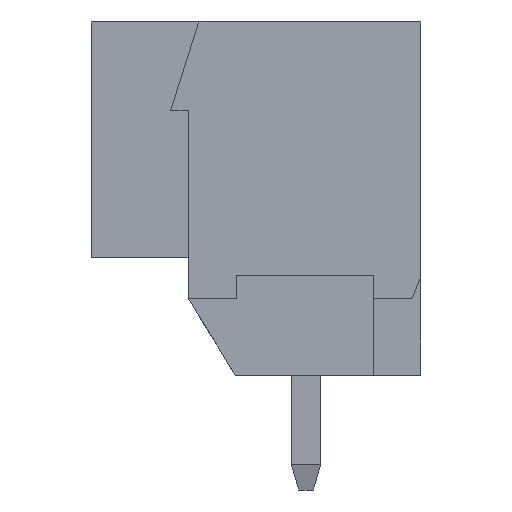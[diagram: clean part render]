
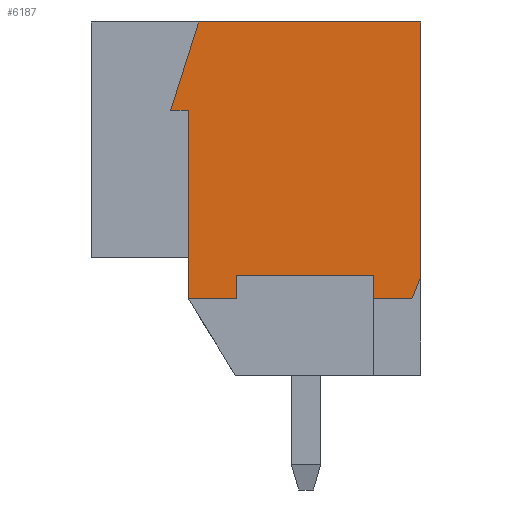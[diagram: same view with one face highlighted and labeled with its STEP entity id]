
A CAD part, left-side view. The second image highlights one B-rep face of the part: STEP entity #6187.
In plain terms, the highlighted planar face has unit normal (-1, 0, 0).
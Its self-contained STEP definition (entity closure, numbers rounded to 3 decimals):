
#1014=ORIENTED_EDGE('',*,*,#2618,.F.);
#1015=ORIENTED_EDGE('',*,*,#2300,.T.);
#1016=ORIENTED_EDGE('',*,*,#2122,.T.);
#1017=ORIENTED_EDGE('',*,*,#2253,.T.);
#1018=ORIENTED_EDGE('',*,*,#2255,.T.);
#1019=ORIENTED_EDGE('',*,*,#2102,.T.);
#1020=ORIENTED_EDGE('',*,*,#2619,.F.);
#1021=ORIENTED_EDGE('',*,*,#2620,.F.);
#1022=ORIENTED_EDGE('',*,*,#2621,.F.);
#1023=ORIENTED_EDGE('',*,*,#2609,.F.);
#1024=ORIENTED_EDGE('',*,*,#2622,.F.);
#2102=EDGE_CURVE('',#2989,#2988,#3569,.T.);
#2122=EDGE_CURVE('',#3007,#3006,#3589,.T.);
#2253=EDGE_CURVE('',#3006,#3112,#3712,.T.);
#2255=EDGE_CURVE('',#3112,#2989,#3714,.T.);
#2300=EDGE_CURVE('',#3142,#3007,#3759,.T.);
#2609=EDGE_CURVE('',#3336,#3337,#4060,.T.);
#2618=EDGE_CURVE('',#3142,#3344,#4069,.T.);
#2619=EDGE_CURVE('',#3345,#2988,#4070,.T.);
#2620=EDGE_CURVE('',#3346,#3345,#4071,.T.);
#2621=EDGE_CURVE('',#3337,#3346,#4072,.T.);
#2622=EDGE_CURVE('',#3344,#3336,#4073,.T.);
#2988=VERTEX_POINT('',#8680);
#2989=VERTEX_POINT('',#8682);
#3006=VERTEX_POINT('',#8719);
#3007=VERTEX_POINT('',#8721);
#3112=VERTEX_POINT('',#8975);
#3142=VERTEX_POINT('',#9063);
#3336=VERTEX_POINT('',#9636);
#3337=VERTEX_POINT('',#9638);
#3344=VERTEX_POINT('',#9656);
#3345=VERTEX_POINT('',#9658);
#3346=VERTEX_POINT('',#9660);
#3569=LINE('',#8681,#4424);
#3589=LINE('',#8720,#4444);
#3712=LINE('',#8976,#4567);
#3714=LINE('',#8979,#4569);
#3759=LINE('',#9062,#4614);
#4060=LINE('',#9637,#4915);
#4069=LINE('',#9655,#4924);
#4070=LINE('',#9657,#4925);
#4071=LINE('',#9659,#4926);
#4072=LINE('',#9661,#4927);
#4073=LINE('',#9662,#4928);
#4424=VECTOR('',#6977,1000.);
#4444=VECTOR('',#6999,1000.);
#4567=VECTOR('',#7176,1000.);
#4569=VECTOR('',#7180,1000.);
#4614=VECTOR('',#7243,1000.);
#4915=VECTOR('',#7702,1000.);
#4924=VECTOR('',#7715,1000.);
#4925=VECTOR('',#7716,1000.);
#4926=VECTOR('',#7717,1000.);
#4927=VECTOR('',#7718,1000.);
#4928=VECTOR('',#7719,1000.);
#5252=EDGE_LOOP('',(#1014,#1015,#1016,#1017,#1018,#1019,#1020,#1021,#1022,
#1023,#1024));
#5583=FACE_BOUND('',#5252,.T.);
#5905=PLANE('',#6560);
#6187=ADVANCED_FACE('',(#5583),#5905,.T.);
#6560=AXIS2_PLACEMENT_3D('',#9654,#7713,#7714);
#6977=DIRECTION('',(0.,0.,-1.));
#6999=DIRECTION('',(0.,1.,0.));
#7176=DIRECTION('',(0.,0.302,-0.953));
#7180=DIRECTION('',(0.,-1.,0.));
#7243=DIRECTION('',(0.,0.,1.));
#7702=DIRECTION('',(0.,0.,1.));
#7713=DIRECTION('',(-1.,0.,0.));
#7714=DIRECTION('',(0.,0.,1.));
#7715=DIRECTION('',(0.,0.371,-0.928));
#7716=DIRECTION('',(0.,1.,0.));
#7717=DIRECTION('',(0.,0.,-1.));
#7718=DIRECTION('',(0.,1.,0.));
#7719=DIRECTION('',(0.,1.,0.));
#8680=CARTESIAN_POINT('',(-21.7,4.125,-3.4));
#8681=CARTESIAN_POINT('',(-21.7,4.125,3.));
#8682=CARTESIAN_POINT('',(-21.7,4.125,3.));
#8719=CARTESIAN_POINT('',(-21.7,3.775,6.));
#8720=CARTESIAN_POINT('',(-21.7,-3.775,6.));
#8721=CARTESIAN_POINT('',(-21.7,-3.775,6.));
#8975=CARTESIAN_POINT('',(-21.7,4.725,3.));
#8976=CARTESIAN_POINT('',(-21.7,3.775,6.));
#8979=CARTESIAN_POINT('',(-21.7,4.725,3.));
#9062=CARTESIAN_POINT('',(-21.7,-3.775,-6.));
#9063=CARTESIAN_POINT('',(-21.7,-3.775,-2.65));
#9636=CARTESIAN_POINT('',(-21.7,-2.175,-3.4));
#9637=CARTESIAN_POINT('',(-21.7,-2.175,-3.4));
#9638=CARTESIAN_POINT('',(-21.7,-2.175,-2.6));
#9654=CARTESIAN_POINT('',(-21.7,0.,0.));
#9655=CARTESIAN_POINT('',(-21.7,-3.775,-2.65));
#9656=CARTESIAN_POINT('',(-21.7,-3.475,-3.4));
#9657=CARTESIAN_POINT('',(-21.7,2.475,-3.4));
#9658=CARTESIAN_POINT('',(-21.7,2.475,-3.4));
#9659=CARTESIAN_POINT('',(-21.7,2.475,-2.6));
#9660=CARTESIAN_POINT('',(-21.7,2.475,-2.6));
#9661=CARTESIAN_POINT('',(-21.7,-2.175,-2.6));
#9662=CARTESIAN_POINT('',(-21.7,-3.475,-3.4));
